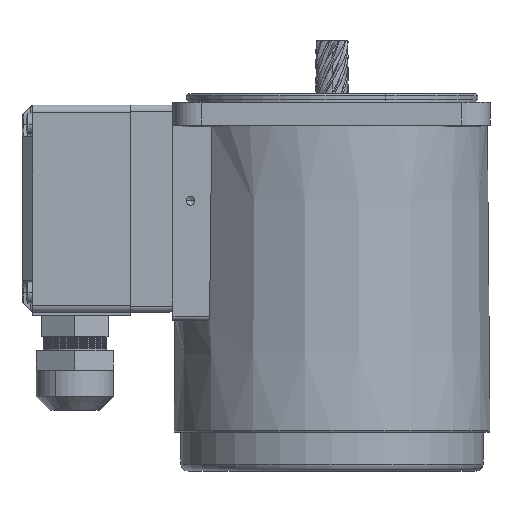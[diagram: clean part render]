
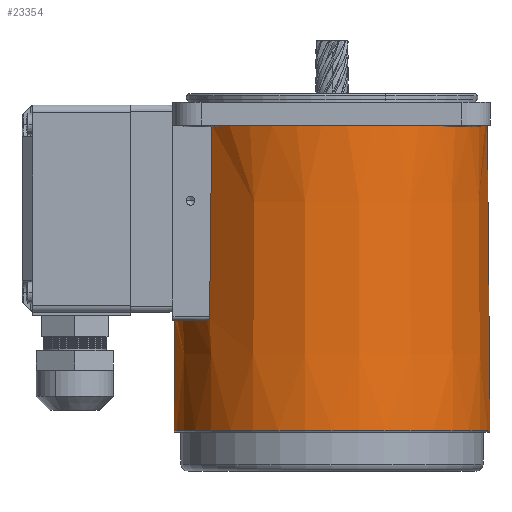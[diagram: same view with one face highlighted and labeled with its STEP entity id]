
A CAD part, left-side view. The second image highlights one B-rep face of the part: STEP entity #23354.
In plain terms, the highlighted conical face has half-angle 0.5 degrees and reference radius 45.1 mm.
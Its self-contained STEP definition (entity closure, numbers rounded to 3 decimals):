
#22652 = VERTEX_POINT ( 'NONE', #23389 ) ;
#22654 = VERTEX_POINT ( 'NONE', #23403 ) ;
#22675 = EDGE_CURVE ( 'NONE', #22652, #22654, #23492, .T. ) ;
#23215 = EDGE_CURVE ( 'NONE', #23350, #23351, #23951, .T. ) ;
#23216 = ORIENTED_EDGE ( 'NONE', *, *, #23229, .T. ) ;
#23217 = EDGE_CURVE ( 'NONE', #23350, #23357, #23924, .T. ) ;
#23229 = EDGE_CURVE ( 'NONE', #23232, #22652, #24018, .T. ) ;
#23232 = VERTEX_POINT ( 'NONE', #24019 ) ;
#23237 = ORIENTED_EDGE ( 'NONE', *, *, #23242, .F. ) ;
#23240 = EDGE_LOOP ( 'NONE', ( #23259, #23237, #23359, #23245, #23355, #23216, #23340 ) ) ;
#23242 = EDGE_CURVE ( 'NONE', #23351, #23269, #23964, .T. ) ;
#23245 = ORIENTED_EDGE ( 'NONE', *, *, #23217, .T. ) ;
#23259 = ORIENTED_EDGE ( 'NONE', *, *, #23267, .F. ) ;
#23267 = EDGE_CURVE ( 'NONE', #23269, #22654, #24075, .T. ) ;
#23269 = VERTEX_POINT ( 'NONE', #24065 ) ;
#23331 = EDGE_CURVE ( 'NONE', #23232, #23357, #24181, .T. ) ;
#23340 = ORIENTED_EDGE ( 'NONE', *, *, #22675, .T. ) ;
#23350 = VERTEX_POINT ( 'NONE', #24253 ) ;
#23351 = VERTEX_POINT ( 'NONE', #24251 ) ;
#23354 = ADVANCED_FACE ( 'NONE', ( #24284 ), #24240, .T. ) ;
#23355 = ORIENTED_EDGE ( 'NONE', *, *, #23331, .F. ) ;
#23357 = VERTEX_POINT ( 'NONE', #24259 ) ;
#23359 = ORIENTED_EDGE ( 'NONE', *, *, #23215, .F. ) ;
#23389 = CARTESIAN_POINT ( 'NONE',  ( 11.504, 0., -45. ) ) ;
#23403 = CARTESIAN_POINT ( 'NONE',  ( 11.504, 0., 45. ) ) ;
#23471 = DIRECTION ( 'NONE',  ( 0., 0., 1. ) ) ;
#23472 = DIRECTION ( 'NONE',  ( 1., 0., 0. ) ) ;
#23473 = CARTESIAN_POINT ( 'NONE',  ( 11.504, 0., 0. ) ) ;
#23491 = AXIS2_PLACEMENT_3D ( 'NONE', #23473, #23472, #23471 ) ;
#23492 = CIRCLE ( 'NONE', #23491, 45. ) ;
#23903 = CARTESIAN_POINT ( 'NONE',  ( 43., 27.239, -35.474 ) ) ;
#23904 = CARTESIAN_POINT ( 'NONE',  ( 43.083, 27.475, -35.291 ) ) ;
#23906 = CARTESIAN_POINT ( 'NONE',  ( 43.297, 27.714, -35.1 ) ) ;
#23908 = CARTESIAN_POINT ( 'NONE',  ( 43.345, 27.758, -35.064 ) ) ;
#23909 = CARTESIAN_POINT ( 'NONE',  ( 43.452, 27.839, -34.999 ) ) ;
#23911 = CARTESIAN_POINT ( 'NONE',  ( 43.511, 27.875, -34.97 ) ) ;
#23913 = CARTESIAN_POINT ( 'NONE',  ( 43.702, 27.965, -34.896 ) ) ;
#23915 = CARTESIAN_POINT ( 'NONE',  ( 43.849, 28., -34.866 ) ) ;
#23917 = CARTESIAN_POINT ( 'NONE',  ( 44., 28., -34.864 ) ) ;
#23924 = B_SPLINE_CURVE_WITH_KNOTS ( 'NONE', 3,
 ( #23917, #23915, #23913, #23911, #23909, #23908, #23906, #23904, #23903, #24030 ),
 .UNSPECIFIED., .F., .F.,
 ( 4, 2, 2, 2, 4 ),
 ( 0., 0., 0.001, 0.001, 0.002 ),
 .UNSPECIFIED. ) ;
#23930 = CARTESIAN_POINT ( 'NONE',  ( 98.5, 28., -34.252 ) ) ;
#23932 = CARTESIAN_POINT ( 'NONE',  ( 84.629, 28., -34.409 ) ) ;
#23934 = CARTESIAN_POINT ( 'NONE',  ( 70.757, 28., -34.564 ) ) ;
#23935 = CARTESIAN_POINT ( 'NONE',  ( 56.886, 28., -34.72 ) ) ;
#23937 = CARTESIAN_POINT ( 'NONE',  ( 52.591, 28., -34.768 ) ) ;
#23939 = CARTESIAN_POINT ( 'NONE',  ( 48.295, 28., -34.816 ) ) ;
#23941 = CARTESIAN_POINT ( 'NONE',  ( 44., 28., -34.864 ) ) ;
#23951 = B_SPLINE_CURVE_WITH_KNOTS ( 'NONE', 3,
 ( #23941, #23939, #23937, #23935, #23934, #23932, #23930 ),
 .UNSPECIFIED., .F., .F.,
 ( 4, 3, 4 ),
 ( 0.076, 0.088, 0.13 ),
 .UNSPECIFIED. ) ;
#23964 = CIRCLE ( 'NONE', #23976, 44.24 ) ;
#23972 = DIRECTION ( 'NONE',  ( 0., 0., -1. ) ) ;
#23973 = DIRECTION ( 'NONE',  ( 1., 0., 0. ) ) ;
#23975 = CARTESIAN_POINT ( 'NONE',  ( 98.5, 0., 0. ) ) ;
#23976 = AXIS2_PLACEMENT_3D ( 'NONE', #23975, #23973, #23972 ) ;
#24013 = DIRECTION ( 'NONE',  ( -1., 0., -0.009 ) ) ;
#24015 = VECTOR ( 'NONE', #24013, 1000. ) ;
#24017 = CARTESIAN_POINT ( 'NONE',  ( 0., 0., -45.1 ) ) ;
#24018 = LINE ( 'NONE', #24017, #24015 ) ;
#24019 = CARTESIAN_POINT ( 'NONE',  ( 43., 0., -44.725 ) ) ;
#24030 = CARTESIAN_POINT ( 'NONE',  ( 43., 27., -35.655 ) ) ;
#24060 = DIRECTION ( 'NONE',  ( -1., 0., 0.009 ) ) ;
#24061 = VECTOR ( 'NONE', #24060, 1000. ) ;
#24065 = CARTESIAN_POINT ( 'NONE',  ( 98.5, 0., 44.24 ) ) ;
#24075 = LINE ( 'NONE', #24086, #24061 ) ;
#24086 = CARTESIAN_POINT ( 'NONE',  ( 0., 0., 45.1 ) ) ;
#24181 = CIRCLE ( 'NONE', #24294, 44.725 ) ;
#24184 = CARTESIAN_POINT ( 'NONE',  ( 43., 0., 0. ) ) ;
#24240 = CONICAL_SURFACE ( 'NONE', #24364, 45.1, 0.009 ) ;
#24246 = DIRECTION ( 'NONE',  ( -1., 0., 0. ) ) ;
#24251 = CARTESIAN_POINT ( 'NONE',  ( 98.5, 28., -34.252 ) ) ;
#24253 = CARTESIAN_POINT ( 'NONE',  ( 44., 28., -34.864 ) ) ;
#24259 = CARTESIAN_POINT ( 'NONE',  ( 43., 27., -35.655 ) ) ;
#24284 = FACE_OUTER_BOUND ( 'NONE', #23240, .T. ) ;
#24291 = DIRECTION ( 'NONE',  ( 0., 0., 1. ) ) ;
#24292 = DIRECTION ( 'NONE',  ( 1., 0., 0. ) ) ;
#24294 = AXIS2_PLACEMENT_3D ( 'NONE', #24184, #24292, #24291 ) ;
#24355 = DIRECTION ( 'NONE',  ( 0., 0., -1. ) ) ;
#24363 = CARTESIAN_POINT ( 'NONE',  ( 0., 0., 0. ) ) ;
#24364 = AXIS2_PLACEMENT_3D ( 'NONE', #24363, #24246, #24355 ) ;
